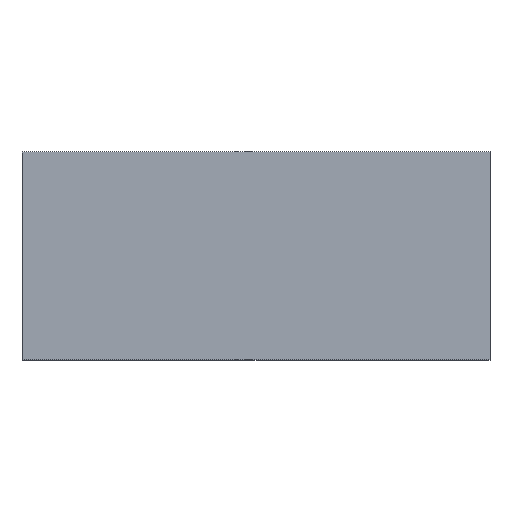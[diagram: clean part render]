
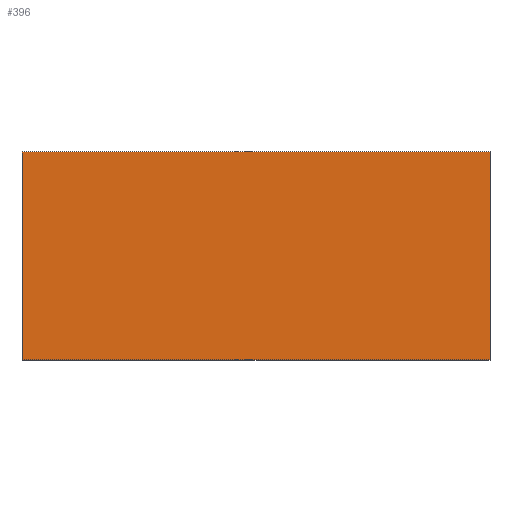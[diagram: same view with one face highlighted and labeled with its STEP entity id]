
A CAD part, top view. The second image highlights one B-rep face of the part: STEP entity #396.
In plain terms, the highlighted planar face has unit normal (0, 0, 1).
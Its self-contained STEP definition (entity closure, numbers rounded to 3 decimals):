
#396=ADVANCED_FACE($,(#784),#3946,.T.);
#784=FACE_OUTER_BOUND($,#1172,.T.);
#1172=EDGE_LOOP($,(#2503,#2504,#2505,#2506));
#2503=ORIENTED_EDGE($,*,*,#3198,.F.);
#2504=ORIENTED_EDGE($,*,*,#3197,.F.);
#2505=ORIENTED_EDGE($,*,*,#3196,.F.);
#2506=ORIENTED_EDGE($,*,*,#3195,.F.);
#3195=EDGE_CURVE($,#3613,#3614,#4611,.T.);
#3196=EDGE_CURVE($,#3614,#3615,#4612,.T.);
#3197=EDGE_CURVE($,#3615,#3616,#4613,.T.);
#3198=EDGE_CURVE($,#3616,#3613,#4614,.T.);
#3613=VERTEX_POINT($,#10109);
#3614=VERTEX_POINT($,#10110);
#3615=VERTEX_POINT($,#10111);
#3616=VERTEX_POINT($,#10112);
#3946=PLANE($,#4823);
#4611=B_SPLINE_CURVE_WITH_KNOTS($,1,(#10035,#10036),.UNSPECIFIED.,.F.,.F.,
(2,2),(0.,900.),.UNSPECIFIED.);
#4612=B_SPLINE_CURVE_WITH_KNOTS($,1,(#10037,#10038),.UNSPECIFIED.,.F.,.F.,
(2,2),(0.,1800.),.UNSPECIFIED.);
#4613=B_SPLINE_CURVE_WITH_KNOTS($,1,(#10039,#10040),.UNSPECIFIED.,.F.,.F.,
(2,2),(0.,900.),.UNSPECIFIED.);
#4614=B_SPLINE_CURVE_WITH_KNOTS($,1,(#10041,#10042),.UNSPECIFIED.,.F.,.F.,
(2,2),(0.,1800.),.UNSPECIFIED.);
#4823=AXIS2_PLACEMENT_3D($,#10088,#4937,$);
#4937=DIRECTION($,(0.,0.,1.));
#10035=CARTESIAN_POINT($,(0.,50.,714.));
#10036=CARTESIAN_POINT($,(0.,850.,714.));
#10037=CARTESIAN_POINT($,(0.,850.,714.));
#10038=CARTESIAN_POINT($,(1800.,850.,714.));
#10039=CARTESIAN_POINT($,(1800.,850.,714.));
#10040=CARTESIAN_POINT($,(1800.,50.,714.));
#10041=CARTESIAN_POINT($,(1800.,50.,714.));
#10042=CARTESIAN_POINT($,(0.,50.,714.));
#10088=CARTESIAN_POINT($,(0.,50.,714.));
#10109=CARTESIAN_POINT($,(0.,50.,714.));
#10110=CARTESIAN_POINT($,(0.,850.,714.));
#10111=CARTESIAN_POINT($,(1800.,850.,714.));
#10112=CARTESIAN_POINT($,(1800.,50.,714.));
